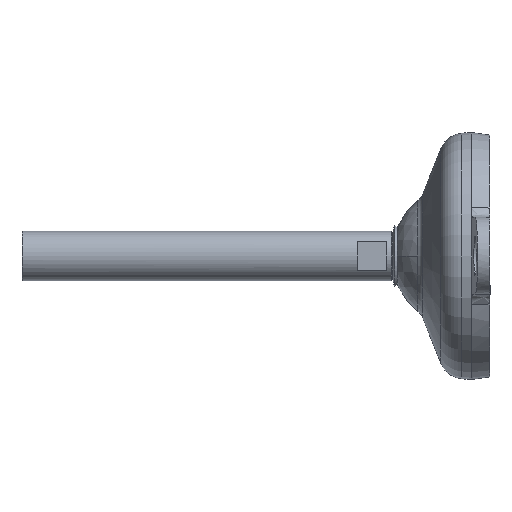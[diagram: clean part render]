
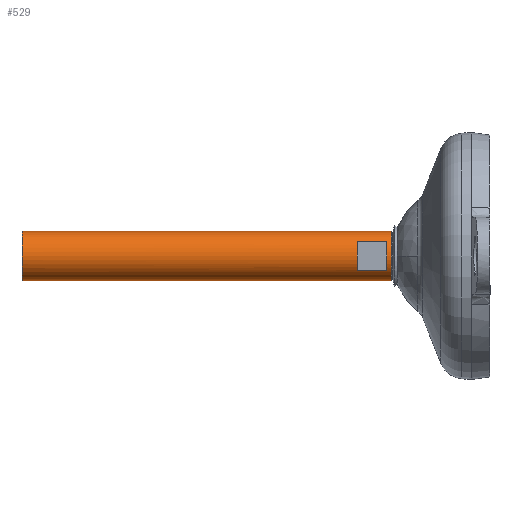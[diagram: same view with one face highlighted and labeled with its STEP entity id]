
A CAD part, left-side view. The second image highlights one B-rep face of the part: STEP entity #529.
In plain terms, the highlighted cylindrical face has radius 8 mm (diameter 16 mm), a partial arc.
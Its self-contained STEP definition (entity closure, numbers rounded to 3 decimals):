
#20 = VERTEX_POINT ( 'NONE', #538 ) ;
#38 = VERTEX_POINT ( 'NONE', #836 ) ;
#56 = DIRECTION ( 'NONE',  ( 0., 0., -1. ) ) ;
#101 = VERTEX_POINT ( 'NONE', #334 ) ;
#167 = FACE_BOUND ( 'NONE', #861, .T. ) ;
#172 = EDGE_LOOP ( 'NONE', ( #336, #1736, #286, #566 ) ) ;
#176 = VECTOR ( 'NONE', #1070, 1000. ) ;
#191 = DIRECTION ( 'NONE',  ( 0., 0., -1. ) ) ;
#217 = LINE ( 'NONE', #480, #1162 ) ;
#236 = CIRCLE ( 'NONE', #1632, 8. ) ;
#261 = LINE ( 'NONE', #787, #478 ) ;
#286 = ORIENTED_EDGE ( 'NONE', *, *, #1323, .T. ) ;
#289 = AXIS2_PLACEMENT_3D ( 'NONE', #567, #324, #191 ) ;
#308 = CARTESIAN_POINT ( 'NONE',  ( 0., 151.5, 0. ) ) ;
#324 = DIRECTION ( 'NONE',  ( 0., -1., 0. ) ) ;
#325 = EDGE_CURVE ( 'NONE', #400, #38, #801, .T. ) ;
#334 = CARTESIAN_POINT ( 'NONE',  ( 0., 32., 8. ) ) ;
#336 = ORIENTED_EDGE ( 'NONE', *, *, #1192, .F. ) ;
#400 = VERTEX_POINT ( 'NONE', #1483 ) ;
#438 = DIRECTION ( 'NONE',  ( 0., 0., -1. ) ) ;
#460 = CYLINDRICAL_SURFACE ( 'NONE', #903, 8. ) ;
#464 = LINE ( 'NONE', #1549, #559 ) ;
#478 = VECTOR ( 'NONE', #1333, 1000. ) ;
#480 = CARTESIAN_POINT ( 'NONE',  ( -6.5, 0., 4.664 ) ) ;
#510 = CIRCLE ( 'NONE', #848, 8. ) ;
#523 = EDGE_CURVE ( 'NONE', #1276, #1250, #1552, .T. ) ;
#529 = ADVANCED_FACE ( 'NONE', ( #853, #167 ), #460, .T. ) ;
#538 = CARTESIAN_POINT ( 'NONE',  ( 0., 32., -8. ) ) ;
#545 = CARTESIAN_POINT ( 'NONE',  ( 0., 33.5, 0. ) ) ;
#552 = CARTESIAN_POINT ( 'NONE',  ( -6.5, 33.5, 4.664 ) ) ;
#559 = VECTOR ( 'NONE', #1275, 1000. ) ;
#566 = ORIENTED_EDGE ( 'NONE', *, *, #897, .F. ) ;
#567 = CARTESIAN_POINT ( 'NONE',  ( 0., 32., 0. ) ) ;
#637 = EDGE_CURVE ( 'NONE', #38, #767, #236, .T. ) ;
#683 = CARTESIAN_POINT ( 'NONE',  ( 0., 151.5, -8. ) ) ;
#705 = DIRECTION ( 'NONE',  ( 0., 0., -1. ) ) ;
#711 = ORIENTED_EDGE ( 'NONE', *, *, #325, .T. ) ;
#749 = ORIENTED_EDGE ( 'NONE', *, *, #637, .T. ) ;
#753 = DIRECTION ( 'NONE',  ( 0., 0., 1. ) ) ;
#756 = ORIENTED_EDGE ( 'NONE', *, *, #1627, .T. ) ;
#759 = CIRCLE ( 'NONE', #289, 8. ) ;
#767 = VERTEX_POINT ( 'NONE', #1088 ) ;
#787 = CARTESIAN_POINT ( 'NONE',  ( 0., 0., 8. ) ) ;
#801 = LINE ( 'NONE', #1490, #176 ) ;
#836 = CARTESIAN_POINT ( 'NONE',  ( -6.5, 43., -4.664 ) ) ;
#848 = AXIS2_PLACEMENT_3D ( 'NONE', #545, #1376, #438 ) ;
#853 = FACE_OUTER_BOUND ( 'NONE', #172, .T. ) ;
#861 = EDGE_LOOP ( 'NONE', ( #711, #749, #1631, #756 ) ) ;
#895 = DIRECTION ( 'NONE',  ( 0., -1., 0. ) ) ;
#897 = EDGE_CURVE ( 'NONE', #101, #20, #759, .T. ) ;
#903 = AXIS2_PLACEMENT_3D ( 'NONE', #1000, #1512, #705 ) ;
#990 = AXIS2_PLACEMENT_3D ( 'NONE', #308, #1232, #56 ) ;
#1000 = CARTESIAN_POINT ( 'NONE',  ( 0., 0., 0. ) ) ;
#1064 = EDGE_CURVE ( 'NONE', #767, #1696, #217, .T. ) ;
#1070 = DIRECTION ( 'NONE',  ( 0., 1., 0. ) ) ;
#1088 = CARTESIAN_POINT ( 'NONE',  ( -6.5, 43., 4.664 ) ) ;
#1162 = VECTOR ( 'NONE', #895, 1000. ) ;
#1192 = EDGE_CURVE ( 'NONE', #1276, #101, #261, .T. ) ;
#1232 = DIRECTION ( 'NONE',  ( 0., -1., 0. ) ) ;
#1250 = VERTEX_POINT ( 'NONE', #683 ) ;
#1275 = DIRECTION ( 'NONE',  ( 0., -1., 0. ) ) ;
#1276 = VERTEX_POINT ( 'NONE', #1636 ) ;
#1293 = DIRECTION ( 'NONE',  ( 0., 1., 0. ) ) ;
#1323 = EDGE_CURVE ( 'NONE', #1250, #20, #464, .T. ) ;
#1333 = DIRECTION ( 'NONE',  ( 0., -1., 0. ) ) ;
#1376 = DIRECTION ( 'NONE',  ( 0., -1., 0. ) ) ;
#1423 = CARTESIAN_POINT ( 'NONE',  ( 0., 43., 0. ) ) ;
#1483 = CARTESIAN_POINT ( 'NONE',  ( -6.5, 33.5, -4.664 ) ) ;
#1490 = CARTESIAN_POINT ( 'NONE',  ( -6.5, 0., -4.664 ) ) ;
#1512 = DIRECTION ( 'NONE',  ( 0., -1., 0. ) ) ;
#1549 = CARTESIAN_POINT ( 'NONE',  ( 0., 0., -8. ) ) ;
#1552 = CIRCLE ( 'NONE', #990, 8. ) ;
#1627 = EDGE_CURVE ( 'NONE', #1696, #400, #510, .T. ) ;
#1631 = ORIENTED_EDGE ( 'NONE', *, *, #1064, .T. ) ;
#1632 = AXIS2_PLACEMENT_3D ( 'NONE', #1423, #1293, #753 ) ;
#1636 = CARTESIAN_POINT ( 'NONE',  ( 0., 151.5, 8. ) ) ;
#1696 = VERTEX_POINT ( 'NONE', #552 ) ;
#1736 = ORIENTED_EDGE ( 'NONE', *, *, #523, .T. ) ;
